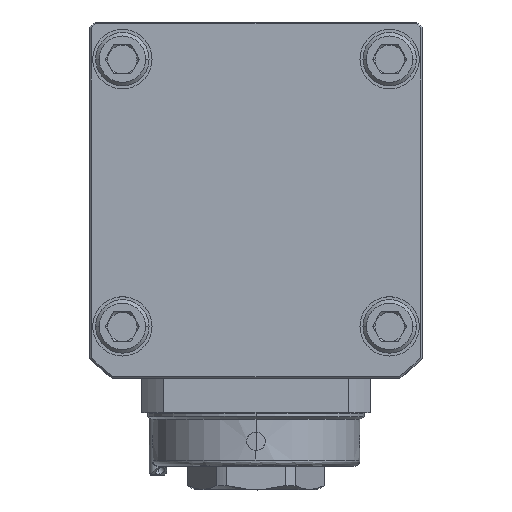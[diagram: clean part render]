
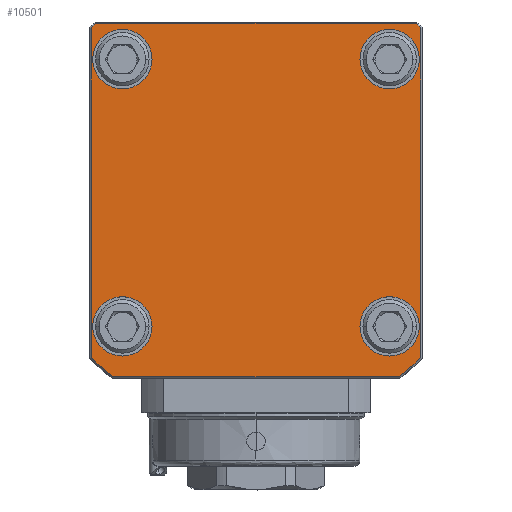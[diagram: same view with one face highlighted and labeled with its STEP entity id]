
A CAD part, top view. The second image highlights one B-rep face of the part: STEP entity #10501.
In plain terms, the highlighted planar face has unit normal (0, 0, 1).
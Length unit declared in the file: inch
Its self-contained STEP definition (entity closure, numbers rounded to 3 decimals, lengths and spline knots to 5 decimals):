
#191 = LINE ( 'NONE', #16303, #2790 ) ;
#210 = CARTESIAN_POINT ( 'NONE',  ( -2.18504, -2.18566, 3.97638 ) ) ;
#239 = VERTEX_POINT ( 'NONE', #3545 ) ;
#293 = DIRECTION ( 'NONE',  ( 0., 0., -1. ) ) ;
#298 = CARTESIAN_POINT ( 'NONE',  ( 0., 0., 3.97638 ) ) ;
#303 = EDGE_CURVE ( 'NONE', #5208, #2485, #14653, .T. ) ;
#320 = DIRECTION ( 'NONE',  ( 1., 0., 0. ) ) ;
#589 = CIRCLE ( 'NONE', #10429, 0.3937 ) ;
#635 = CIRCLE ( 'NONE', #13565, 0.3937 ) ;
#862 = EDGE_LOOP ( 'NONE', ( #13079, #1536, #14796, #6668, #14761, #12566, #17039, #10585 ) ) ;
#959 = FACE_BOUND ( 'NONE', #10054, .T. ) ;
#1149 = DIRECTION ( 'NONE',  ( 0., 0., 1. ) ) ;
#1161 = DIRECTION ( 'NONE',  ( 0., 0., 1. ) ) ;
#1241 = CIRCLE ( 'NONE', #7685, 3.09055 ) ;
#1418 = ORIENTED_EDGE ( 'NONE', *, *, #10732, .T. ) ;
#1479 = CIRCLE ( 'NONE', #1769, 0.3937 ) ;
#1512 = CARTESIAN_POINT ( 'NONE',  ( 1.37795, -1.77165, 3.97638 ) ) ;
#1536 = ORIENTED_EDGE ( 'NONE', *, *, #3261, .T. ) ;
#1577 = VECTOR ( 'NONE', #10699, 39.37008 ) ;
#1769 = AXIS2_PLACEMENT_3D ( 'NONE', #15872, #10409, #4845 ) ;
#1813 = VECTOR ( 'NONE', #17113, 39.37008 ) ;
#2006 = CIRCLE ( 'NONE', #10739, 0.3937 ) ;
#2050 = ORIENTED_EDGE ( 'NONE', *, *, #6034, .T. ) ;
#2137 = DIRECTION ( 'NONE',  ( 0., 1., 0. ) ) ;
#2216 = DIRECTION ( 'NONE',  ( 0., 1., 0. ) ) ;
#2356 = CARTESIAN_POINT ( 'NONE',  ( 2.12498, 2.24409, 3.97638 ) ) ;
#2485 = VERTEX_POINT ( 'NONE', #8066 ) ;
#2558 = AXIS2_PLACEMENT_3D ( 'NONE', #8391, #293, #16583 ) ;
#2587 = CARTESIAN_POINT ( 'NONE',  ( -2.16535, 1.77165, 3.97638 ) ) ;
#2602 = VERTEX_POINT ( 'NONE', #5690 ) ;
#2685 = EDGE_CURVE ( 'NONE', #8949, #9722, #7926, .T. ) ;
#2790 = VECTOR ( 'NONE', #3424, 39.37008 ) ;
#2854 = EDGE_CURVE ( 'NONE', #5292, #12989, #7602, .T. ) ;
#2921 = DIRECTION ( 'NONE',  ( 0., 0., -1. ) ) ;
#2934 = VERTEX_POINT ( 'NONE', #210 ) ;
#2989 = LINE ( 'NONE', #7144, #8524 ) ;
#3042 = VERTEX_POINT ( 'NONE', #2587 ) ;
#3209 = DIRECTION ( 'NONE',  ( 1., 0., 0. ) ) ;
#3261 = EDGE_CURVE ( 'NONE', #12989, #17170, #9989, .T. ) ;
#3424 = DIRECTION ( 'NONE',  ( 0., 1., 0. ) ) ;
#3504 = FACE_BOUND ( 'NONE', #7564, .T. ) ;
#3545 = CARTESIAN_POINT ( 'NONE',  ( -1.37795, 1.77165, 3.97638 ) ) ;
#3550 = DIRECTION ( 'NONE',  ( 0., 1., 0. ) ) ;
#3659 = EDGE_LOOP ( 'NONE', ( #12630, #6830 ) ) ;
#3769 = PLANE ( 'NONE',  #5096 ) ;
#3773 = VERTEX_POINT ( 'NONE', #10209 ) ;
#4070 = EDGE_CURVE ( 'NONE', #2602, #5292, #14036, .T. ) ;
#4504 = ORIENTED_EDGE ( 'NONE', *, *, #15657, .T. ) ;
#4557 = EDGE_CURVE ( 'NONE', #10282, #2602, #191, .T. ) ;
#4845 = DIRECTION ( 'NONE',  ( 1., 0., 0. ) ) ;
#4870 = CARTESIAN_POINT ( 'NONE',  ( -1.77165, 1.77165, 3.97638 ) ) ;
#5096 = AXIS2_PLACEMENT_3D ( 'NONE', #14440, #16894, #7645 ) ;
#5154 = CARTESIAN_POINT ( 'NONE',  ( -1.37795, -1.77165, 3.97638 ) ) ;
#5208 = VERTEX_POINT ( 'NONE', #8794 ) ;
#5292 = VERTEX_POINT ( 'NONE', #2356 ) ;
#5669 = CARTESIAN_POINT ( 'NONE',  ( 1.37795, 1.77165, 3.97638 ) ) ;
#5690 = CARTESIAN_POINT ( 'NONE',  ( 2.18504, 2.18566, 3.97638 ) ) ;
#5725 = AXIS2_PLACEMENT_3D ( 'NONE', #9539, #2921, #7942 ) ;
#5751 = ORIENTED_EDGE ( 'NONE', *, *, #10092, .T. ) ;
#5765 = VERTEX_POINT ( 'NONE', #11674 ) ;
#5937 = EDGE_CURVE ( 'NONE', #2934, #5208, #1241, .T. ) ;
#6034 = EDGE_CURVE ( 'NONE', #9722, #8949, #9953, .T. ) ;
#6188 = DIRECTION ( 'NONE',  ( 0., 0., -1. ) ) ;
#6332 = VERTEX_POINT ( 'NONE', #5669 ) ;
#6598 = DIRECTION ( 'NONE',  ( 0., 1., 0. ) ) ;
#6668 = ORIENTED_EDGE ( 'NONE', *, *, #5937, .T. ) ;
#6770 = EDGE_LOOP ( 'NONE', ( #2050, #9349 ) ) ;
#6830 = ORIENTED_EDGE ( 'NONE', *, *, #8006, .T. ) ;
#7111 = VERTEX_POINT ( 'NONE', #1512 ) ;
#7144 = CARTESIAN_POINT ( 'NONE',  ( -2.18504, 3.11024, 3.97638 ) ) ;
#7335 = CIRCLE ( 'NONE', #2558, 0.3937 ) ;
#7360 = AXIS2_PLACEMENT_3D ( 'NONE', #13967, #13889, #320 ) ;
#7474 = FACE_BOUND ( 'NONE', #6770, .T. ) ;
#7564 = EDGE_LOOP ( 'NONE', ( #1418, #11716 ) ) ;
#7602 = LINE ( 'NONE', #9133, #1813 ) ;
#7645 = DIRECTION ( 'NONE',  ( 1., 0., 0. ) ) ;
#7685 = AXIS2_PLACEMENT_3D ( 'NONE', #11653, #1161, #2216 ) ;
#7818 = FACE_OUTER_BOUND ( 'NONE', #862, .T. ) ;
#7926 = CIRCLE ( 'NONE', #7360, 0.3937 ) ;
#7942 = DIRECTION ( 'NONE',  ( 1., 0., 0. ) ) ;
#8006 = EDGE_CURVE ( 'NONE', #6332, #3773, #589, .T. ) ;
#8066 = CARTESIAN_POINT ( 'NONE',  ( 1.90066, -2.43701, 3.97638 ) ) ;
#8391 = CARTESIAN_POINT ( 'NONE',  ( -1.77165, 1.77165, 3.97638 ) ) ;
#8501 = AXIS2_PLACEMENT_3D ( 'NONE', #4870, #6188, #17025 ) ;
#8524 = VECTOR ( 'NONE', #14165, 39.37008 ) ;
#8594 = DIRECTION ( 'NONE',  ( 0., 0., -1. ) ) ;
#8742 = CARTESIAN_POINT ( 'NONE',  ( 2.18504, -2.18566, 3.97638 ) ) ;
#8794 = CARTESIAN_POINT ( 'NONE',  ( -1.90066, -2.43701, 3.97638 ) ) ;
#8933 = DIRECTION ( 'NONE',  ( 1., 0., 0. ) ) ;
#8949 = VERTEX_POINT ( 'NONE', #15544 ) ;
#9008 = DIRECTION ( 'NONE',  ( 0., 0., -1. ) ) ;
#9133 = CARTESIAN_POINT ( 'NONE',  ( 0., 2.24409, 3.97638 ) ) ;
#9298 = EDGE_CURVE ( 'NONE', #2485, #10282, #15279, .T. ) ;
#9349 = ORIENTED_EDGE ( 'NONE', *, *, #2685, .T. ) ;
#9473 = CARTESIAN_POINT ( 'NONE',  ( 0., -2.43701, 3.97638 ) ) ;
#9488 = EDGE_CURVE ( 'NONE', #17170, #2934, #2989, .T. ) ;
#9539 = CARTESIAN_POINT ( 'NONE',  ( -1.77165, -1.77165, 3.97638 ) ) ;
#9722 = VERTEX_POINT ( 'NONE', #5154 ) ;
#9906 = EDGE_CURVE ( 'NONE', #7111, #5765, #2006, .T. ) ;
#9948 = CARTESIAN_POINT ( 'NONE',  ( -2.18504, 2.18566, 3.97638 ) ) ;
#9953 = CIRCLE ( 'NONE', #5725, 0.3937 ) ;
#9989 = CIRCLE ( 'NONE', #12231, 3.09055 ) ;
#10054 = EDGE_LOOP ( 'NONE', ( #5751, #4504 ) ) ;
#10092 = EDGE_CURVE ( 'NONE', #239, #3042, #7335, .T. ) ;
#10209 = CARTESIAN_POINT ( 'NONE',  ( 2.16535, 1.77165, 3.97638 ) ) ;
#10282 = VERTEX_POINT ( 'NONE', #8742 ) ;
#10409 = DIRECTION ( 'NONE',  ( 0., 0., -1. ) ) ;
#10429 = AXIS2_PLACEMENT_3D ( 'NONE', #13060, #12811, #8933 ) ;
#10501 = ADVANCED_FACE ( 'NONE', ( #959, #7474, #3504, #15753, #7818 ), #3769, .T. ) ;
#10585 = ORIENTED_EDGE ( 'NONE', *, *, #4070, .T. ) ;
#10699 = DIRECTION ( 'NONE',  ( 1., 0., 0. ) ) ;
#10732 = EDGE_CURVE ( 'NONE', #5765, #7111, #635, .T. ) ;
#10739 = AXIS2_PLACEMENT_3D ( 'NONE', #15300, #8594, #3209 ) ;
#10852 = CARTESIAN_POINT ( 'NONE',  ( 0., 0., 3.97638 ) ) ;
#11403 = DIRECTION ( 'NONE',  ( 0., 0., 1. ) ) ;
#11650 = DIRECTION ( 'NONE',  ( 1., 0., 0. ) ) ;
#11653 = CARTESIAN_POINT ( 'NONE',  ( 0., 0., 3.97638 ) ) ;
#11674 = CARTESIAN_POINT ( 'NONE',  ( 2.16535, -1.77165, 3.97638 ) ) ;
#11716 = ORIENTED_EDGE ( 'NONE', *, *, #9906, .T. ) ;
#11869 = CIRCLE ( 'NONE', #8501, 0.3937 ) ;
#12231 = AXIS2_PLACEMENT_3D ( 'NONE', #298, #11403, #2137 ) ;
#12463 = AXIS2_PLACEMENT_3D ( 'NONE', #10852, #1149, #6598 ) ;
#12566 = ORIENTED_EDGE ( 'NONE', *, *, #9298, .T. ) ;
#12630 = ORIENTED_EDGE ( 'NONE', *, *, #15896, .T. ) ;
#12811 = DIRECTION ( 'NONE',  ( 0., 0., -1. ) ) ;
#12989 = VERTEX_POINT ( 'NONE', #15024 ) ;
#13060 = CARTESIAN_POINT ( 'NONE',  ( 1.77165, 1.77165, 3.97638 ) ) ;
#13079 = ORIENTED_EDGE ( 'NONE', *, *, #2854, .T. ) ;
#13473 = AXIS2_PLACEMENT_3D ( 'NONE', #14404, #16949, #3550 ) ;
#13565 = AXIS2_PLACEMENT_3D ( 'NONE', #15692, #9008, #11650 ) ;
#13889 = DIRECTION ( 'NONE',  ( 0., 0., -1. ) ) ;
#13967 = CARTESIAN_POINT ( 'NONE',  ( -1.77165, -1.77165, 3.97638 ) ) ;
#14036 = CIRCLE ( 'NONE', #13473, 3.09055 ) ;
#14165 = DIRECTION ( 'NONE',  ( 0., -1., 0. ) ) ;
#14404 = CARTESIAN_POINT ( 'NONE',  ( 0., 0., 3.97638 ) ) ;
#14440 = CARTESIAN_POINT ( 'NONE',  ( 0., 3.11024, 3.97638 ) ) ;
#14653 = LINE ( 'NONE', #9473, #1577 ) ;
#14761 = ORIENTED_EDGE ( 'NONE', *, *, #303, .T. ) ;
#14796 = ORIENTED_EDGE ( 'NONE', *, *, #9488, .T. ) ;
#15024 = CARTESIAN_POINT ( 'NONE',  ( -2.12498, 2.24409, 3.97638 ) ) ;
#15279 = CIRCLE ( 'NONE', #12463, 3.09055 ) ;
#15300 = CARTESIAN_POINT ( 'NONE',  ( 1.77165, -1.77165, 3.97638 ) ) ;
#15544 = CARTESIAN_POINT ( 'NONE',  ( -2.16535, -1.77165, 3.97638 ) ) ;
#15657 = EDGE_CURVE ( 'NONE', #3042, #239, #11869, .T. ) ;
#15692 = CARTESIAN_POINT ( 'NONE',  ( 1.77165, -1.77165, 3.97638 ) ) ;
#15753 = FACE_BOUND ( 'NONE', #3659, .T. ) ;
#15872 = CARTESIAN_POINT ( 'NONE',  ( 1.77165, 1.77165, 3.97638 ) ) ;
#15896 = EDGE_CURVE ( 'NONE', #3773, #6332, #1479, .T. ) ;
#16303 = CARTESIAN_POINT ( 'NONE',  ( 2.18504, 3.11024, 3.97638 ) ) ;
#16583 = DIRECTION ( 'NONE',  ( 1., 0., 0. ) ) ;
#16894 = DIRECTION ( 'NONE',  ( 0., 0., 1. ) ) ;
#16949 = DIRECTION ( 'NONE',  ( 0., 0., 1. ) ) ;
#17025 = DIRECTION ( 'NONE',  ( 1., 0., 0. ) ) ;
#17039 = ORIENTED_EDGE ( 'NONE', *, *, #4557, .T. ) ;
#17113 = DIRECTION ( 'NONE',  ( -1., 0., 0. ) ) ;
#17170 = VERTEX_POINT ( 'NONE', #9948 ) ;
